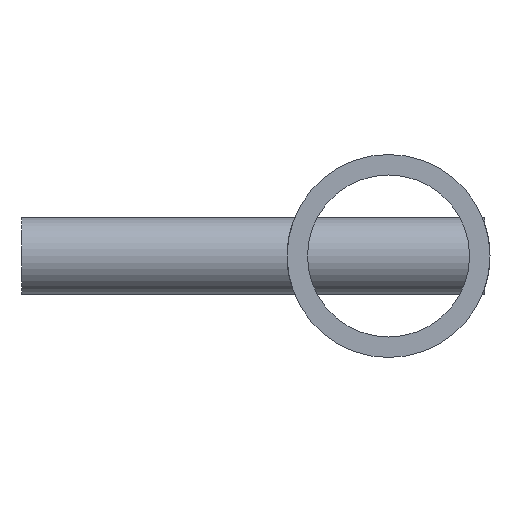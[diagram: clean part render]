
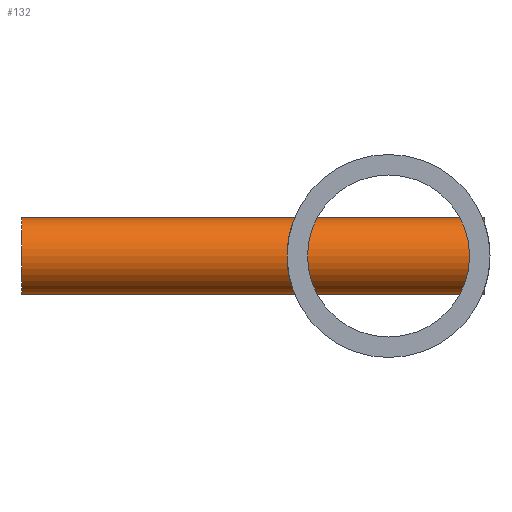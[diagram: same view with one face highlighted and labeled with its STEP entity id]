
A CAD part, front view. The second image highlights one B-rep face of the part: STEP entity #132.
In plain terms, the highlighted cylindrical face has radius 6.35 mm (diameter 12.7 mm), a full revolution.
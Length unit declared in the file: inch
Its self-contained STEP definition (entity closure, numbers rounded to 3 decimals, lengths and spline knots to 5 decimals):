
#35=CIRCLE('',#213,0.25);
#36=CIRCLE('',#214,0.25);
#47=FACE_BOUND('',#74,.T.);
#54=FACE_OUTER_BOUND('',#73,.T.);
#73=EDGE_LOOP('',(#117));
#74=EDGE_LOOP('',(#118));
#89=VERTEX_POINT('',#417);
#90=VERTEX_POINT('',#419);
#99=EDGE_CURVE('',#89,#89,#35,.T.);
#100=EDGE_CURVE('',#90,#90,#36,.T.);
#117=ORIENTED_EDGE('',*,*,#99,.F.);
#118=ORIENTED_EDGE('',*,*,#100,.T.);
#125=CYLINDRICAL_SURFACE('',#212,0.25);
#132=ADVANCED_FACE('',(#54,#47),#125,.T.);
#212=AXIS2_PLACEMENT_3D('',#416,#245,#246);
#213=AXIS2_PLACEMENT_3D('',#418,#247,#248);
#214=AXIS2_PLACEMENT_3D('',#420,#249,#250);
#245=DIRECTION('center_axis',(-1.,0.,0.));
#246=DIRECTION('ref_axis',(0.,0.,1.));
#247=DIRECTION('center_axis',(1.,0.,0.));
#248=DIRECTION('ref_axis',(0.,0.,-1.));
#249=DIRECTION('center_axis',(1.,0.,0.));
#250=DIRECTION('ref_axis',(0.,0.,-1.));
#416=CARTESIAN_POINT('Origin',(3.,0.,0.));
#417=CARTESIAN_POINT('',(3.,0.,0.25));
#418=CARTESIAN_POINT('Origin',(3.,0.,0.));
#419=CARTESIAN_POINT('',(0.,0.,0.25));
#420=CARTESIAN_POINT('Origin',(0.,0.,0.));
